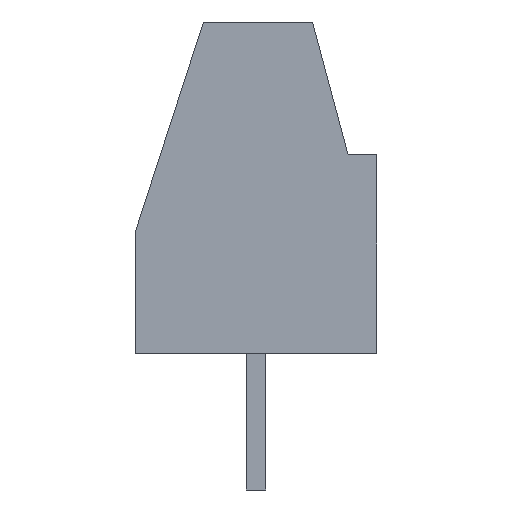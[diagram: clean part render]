
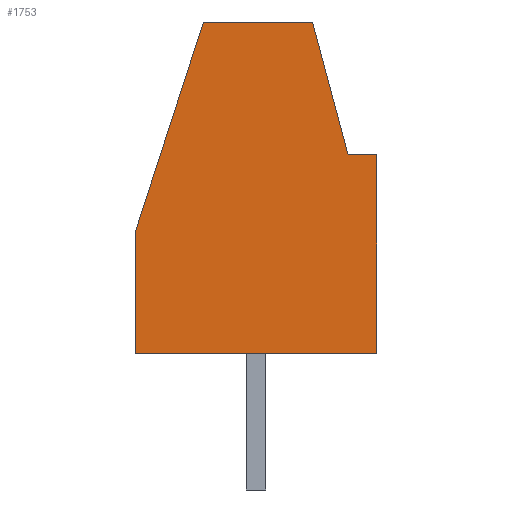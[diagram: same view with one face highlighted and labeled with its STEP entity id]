
A CAD part, left-side view. The second image highlights one B-rep face of the part: STEP entity #1753.
In plain terms, the highlighted planar face has unit normal (-1, 0, 0).
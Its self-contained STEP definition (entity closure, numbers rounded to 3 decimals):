
#22 = VERTEX_POINT('',#23);
#23 = CARTESIAN_POINT('',(-1.5,-3.1,0.));
#32 = PLANE('',#33);
#33 = AXIS2_PLACEMENT_3D('',#34,#35,#36);
#34 = CARTESIAN_POINT('',(-1.5,-3.1,0.));
#35 = DIRECTION('',(0.,0.,1.));
#36 = DIRECTION('',(0.,1.,0.));
#44 = PLANE('',#45);
#45 = AXIS2_PLACEMENT_3D('',#46,#47,#48);
#46 = CARTESIAN_POINT('',(-1.5,-3.1,8.5));
#47 = DIRECTION('',(0.,1.,0.));
#48 = DIRECTION('',(0.,0.,-1.));
#85 = VERTEX_POINT('',#86);
#86 = CARTESIAN_POINT('',(-1.5,3.1,0.));
#100 = PLANE('',#101);
#101 = AXIS2_PLACEMENT_3D('',#102,#103,#104);
#102 = CARTESIAN_POINT('',(-1.5,3.1,0.));
#103 = DIRECTION('',(0.,-1.,0.));
#104 = DIRECTION('',(0.,0.,1.));
#112 = EDGE_CURVE('',#22,#85,#113,.T.);
#113 = SURFACE_CURVE('',#114,(#118,#125),.PCURVE_S1.);
#114 = LINE('',#115,#116);
#115 = CARTESIAN_POINT('',(-1.5,-3.1,0.));
#116 = VECTOR('',#117,1.);
#117 = DIRECTION('',(0.,1.,0.));
#118 = PCURVE('',#32,#119);
#119 = DEFINITIONAL_REPRESENTATION('',(#120),#124);
#120 = LINE('',#121,#122);
#121 = CARTESIAN_POINT('',(0.,0.));
#122 = VECTOR('',#123,1.);
#123 = DIRECTION('',(1.,0.));
#124 = ( GEOMETRIC_REPRESENTATION_CONTEXT(2)
PARAMETRIC_REPRESENTATION_CONTEXT() REPRESENTATION_CONTEXT('2D SPACE',''
) );
#125 = PCURVE('',#126,#131);
#126 = PLANE('',#127);
#127 = AXIS2_PLACEMENT_3D('',#128,#129,#130);
#128 = CARTESIAN_POINT('',(-1.5,0.,4.25));
#129 = DIRECTION('',(1.,0.,0.));
#130 = DIRECTION('',(0.,0.,1.));
#131 = DEFINITIONAL_REPRESENTATION('',(#132),#136);
#132 = LINE('',#133,#134);
#133 = CARTESIAN_POINT('',(-4.25,3.1));
#134 = VECTOR('',#135,1.);
#135 = DIRECTION('',(0.,-1.));
#136 = ( GEOMETRIC_REPRESENTATION_CONTEXT(2)
PARAMETRIC_REPRESENTATION_CONTEXT() REPRESENTATION_CONTEXT('2D SPACE',''
) );
#883 = EDGE_CURVE('',#884,#22,#886,.T.);
#884 = VERTEX_POINT('',#885);
#885 = CARTESIAN_POINT('',(-1.5,-3.1,5.1));
#886 = SURFACE_CURVE('',#887,(#891,#898),.PCURVE_S1.);
#887 = LINE('',#888,#889);
#888 = CARTESIAN_POINT('',(-1.5,-3.1,8.5));
#889 = VECTOR('',#890,1.);
#890 = DIRECTION('',(0.,0.,-1.));
#891 = PCURVE('',#44,#892);
#892 = DEFINITIONAL_REPRESENTATION('',(#893),#897);
#893 = LINE('',#894,#895);
#894 = CARTESIAN_POINT('',(0.,0.));
#895 = VECTOR('',#896,1.);
#896 = DIRECTION('',(1.,0.));
#897 = ( GEOMETRIC_REPRESENTATION_CONTEXT(2)
PARAMETRIC_REPRESENTATION_CONTEXT() REPRESENTATION_CONTEXT('2D SPACE',''
) );
#898 = PCURVE('',#126,#899);
#899 = DEFINITIONAL_REPRESENTATION('',(#900),#904);
#900 = LINE('',#901,#902);
#901 = CARTESIAN_POINT('',(4.25,3.1));
#902 = VECTOR('',#903,1.);
#903 = DIRECTION('',(-1.,0.));
#904 = ( GEOMETRIC_REPRESENTATION_CONTEXT(2)
PARAMETRIC_REPRESENTATION_CONTEXT() REPRESENTATION_CONTEXT('2D SPACE',''
) );
#922 = PLANE('',#923);
#923 = AXIS2_PLACEMENT_3D('',#924,#925,#926);
#924 = CARTESIAN_POINT('',(-1.5,-2.36,5.1));
#925 = DIRECTION('',(0.,0.,-1.));
#926 = DIRECTION('',(0.,-1.,0.));
#1753 = ADVANCED_FACE('',(#1754),#126,.F.);
#1754 = FACE_BOUND('',#1755,.F.);
#1755 = EDGE_LOOP('',(#1756,#1779,#1780,#1781,#1804,#1832,#1860));
#1756 = ORIENTED_EDGE('',*,*,#1757,.T.);
#1757 = EDGE_CURVE('',#1758,#884,#1760,.T.);
#1758 = VERTEX_POINT('',#1759);
#1759 = CARTESIAN_POINT('',(-1.5,-2.36,5.1));
#1760 = SURFACE_CURVE('',#1761,(#1765,#1772),.PCURVE_S1.);
#1761 = LINE('',#1762,#1763);
#1762 = CARTESIAN_POINT('',(-1.5,-2.36,5.1));
#1763 = VECTOR('',#1764,1.);
#1764 = DIRECTION('',(0.,-1.,0.));
#1765 = PCURVE('',#126,#1766);
#1766 = DEFINITIONAL_REPRESENTATION('',(#1767),#1771);
#1767 = LINE('',#1768,#1769);
#1768 = CARTESIAN_POINT('',(0.85,2.36));
#1769 = VECTOR('',#1770,1.);
#1770 = DIRECTION('',(0.,1.));
#1771 = ( GEOMETRIC_REPRESENTATION_CONTEXT(2)
PARAMETRIC_REPRESENTATION_CONTEXT() REPRESENTATION_CONTEXT('2D SPACE',''
) );
#1772 = PCURVE('',#922,#1773);
#1773 = DEFINITIONAL_REPRESENTATION('',(#1774),#1778);
#1774 = LINE('',#1775,#1776);
#1775 = CARTESIAN_POINT('',(0.,-0.));
#1776 = VECTOR('',#1777,1.);
#1777 = DIRECTION('',(1.,0.));
#1778 = ( GEOMETRIC_REPRESENTATION_CONTEXT(2)
PARAMETRIC_REPRESENTATION_CONTEXT() REPRESENTATION_CONTEXT('2D SPACE',''
) );
#1779 = ORIENTED_EDGE('',*,*,#883,.T.);
#1780 = ORIENTED_EDGE('',*,*,#112,.T.);
#1781 = ORIENTED_EDGE('',*,*,#1782,.T.);
#1782 = EDGE_CURVE('',#85,#1783,#1785,.T.);
#1783 = VERTEX_POINT('',#1784);
#1784 = CARTESIAN_POINT('',(-1.5,3.1,3.114));
#1785 = SURFACE_CURVE('',#1786,(#1790,#1797),.PCURVE_S1.);
#1786 = LINE('',#1787,#1788);
#1787 = CARTESIAN_POINT('',(-1.5,3.1,0.));
#1788 = VECTOR('',#1789,1.);
#1789 = DIRECTION('',(0.,0.,1.));
#1790 = PCURVE('',#126,#1791);
#1791 = DEFINITIONAL_REPRESENTATION('',(#1792),#1796);
#1792 = LINE('',#1793,#1794);
#1793 = CARTESIAN_POINT('',(-4.25,-3.1));
#1794 = VECTOR('',#1795,1.);
#1795 = DIRECTION('',(1.,0.));
#1796 = ( GEOMETRIC_REPRESENTATION_CONTEXT(2)
PARAMETRIC_REPRESENTATION_CONTEXT() REPRESENTATION_CONTEXT('2D SPACE',''
) );
#1797 = PCURVE('',#100,#1798);
#1798 = DEFINITIONAL_REPRESENTATION('',(#1799),#1803);
#1799 = LINE('',#1800,#1801);
#1800 = CARTESIAN_POINT('',(0.,0.));
#1801 = VECTOR('',#1802,1.);
#1802 = DIRECTION('',(1.,0.));
#1803 = ( GEOMETRIC_REPRESENTATION_CONTEXT(2)
PARAMETRIC_REPRESENTATION_CONTEXT() REPRESENTATION_CONTEXT('2D SPACE',''
) );
#1804 = ORIENTED_EDGE('',*,*,#1805,.F.);
#1805 = EDGE_CURVE('',#1806,#1783,#1808,.T.);
#1806 = VERTEX_POINT('',#1807);
#1807 = CARTESIAN_POINT('',(-1.5,1.35,8.5));
#1808 = SURFACE_CURVE('',#1809,(#1813,#1820),.PCURVE_S1.);
#1809 = LINE('',#1810,#1811);
#1810 = CARTESIAN_POINT('',(-1.5,1.35,8.5));
#1811 = VECTOR('',#1812,1.);
#1812 = DIRECTION('',(0.,0.309,-0.951));
#1813 = PCURVE('',#126,#1814);
#1814 = DEFINITIONAL_REPRESENTATION('',(#1815),#1819);
#1815 = LINE('',#1816,#1817);
#1816 = CARTESIAN_POINT('',(4.25,-1.35));
#1817 = VECTOR('',#1818,1.);
#1818 = DIRECTION('',(-0.951,-0.309));
#1819 = ( GEOMETRIC_REPRESENTATION_CONTEXT(2)
PARAMETRIC_REPRESENTATION_CONTEXT() REPRESENTATION_CONTEXT('2D SPACE',''
) );
#1820 = PCURVE('',#1821,#1826);
#1821 = PLANE('',#1822);
#1822 = AXIS2_PLACEMENT_3D('',#1823,#1824,#1825);
#1823 = CARTESIAN_POINT('',(-1.5,1.35,8.5));
#1824 = DIRECTION('',(0.,0.951,0.309));
#1825 = DIRECTION('',(0.,0.309,-0.951));
#1826 = DEFINITIONAL_REPRESENTATION('',(#1827),#1831);
#1827 = LINE('',#1828,#1829);
#1828 = CARTESIAN_POINT('',(0.,0.));
#1829 = VECTOR('',#1830,1.);
#1830 = DIRECTION('',(1.,0.));
#1831 = ( GEOMETRIC_REPRESENTATION_CONTEXT(2)
PARAMETRIC_REPRESENTATION_CONTEXT() REPRESENTATION_CONTEXT('2D SPACE',''
) );
#1832 = ORIENTED_EDGE('',*,*,#1833,.T.);
#1833 = EDGE_CURVE('',#1806,#1834,#1836,.T.);
#1834 = VERTEX_POINT('',#1835);
#1835 = CARTESIAN_POINT('',(-1.5,-1.45,8.5));
#1836 = SURFACE_CURVE('',#1837,(#1841,#1848),.PCURVE_S1.);
#1837 = LINE('',#1838,#1839);
#1838 = CARTESIAN_POINT('',(-1.5,3.1,8.5));
#1839 = VECTOR('',#1840,1.);
#1840 = DIRECTION('',(0.,-1.,0.));
#1841 = PCURVE('',#126,#1842);
#1842 = DEFINITIONAL_REPRESENTATION('',(#1843),#1847);
#1843 = LINE('',#1844,#1845);
#1844 = CARTESIAN_POINT('',(4.25,-3.1));
#1845 = VECTOR('',#1846,1.);
#1846 = DIRECTION('',(0.,1.));
#1847 = ( GEOMETRIC_REPRESENTATION_CONTEXT(2)
PARAMETRIC_REPRESENTATION_CONTEXT() REPRESENTATION_CONTEXT('2D SPACE',''
) );
#1848 = PCURVE('',#1849,#1854);
#1849 = PLANE('',#1850);
#1850 = AXIS2_PLACEMENT_3D('',#1851,#1852,#1853);
#1851 = CARTESIAN_POINT('',(-1.5,3.1,8.5));
#1852 = DIRECTION('',(0.,0.,-1.));
#1853 = DIRECTION('',(0.,-1.,0.));
#1854 = DEFINITIONAL_REPRESENTATION('',(#1855),#1859);
#1855 = LINE('',#1856,#1857);
#1856 = CARTESIAN_POINT('',(0.,-0.));
#1857 = VECTOR('',#1858,1.);
#1858 = DIRECTION('',(1.,0.));
#1859 = ( GEOMETRIC_REPRESENTATION_CONTEXT(2)
PARAMETRIC_REPRESENTATION_CONTEXT() REPRESENTATION_CONTEXT('2D SPACE',''
) );
#1860 = ORIENTED_EDGE('',*,*,#1861,.T.);
#1861 = EDGE_CURVE('',#1834,#1758,#1862,.T.);
#1862 = SURFACE_CURVE('',#1863,(#1867,#1874),.PCURVE_S1.);
#1863 = LINE('',#1864,#1865);
#1864 = CARTESIAN_POINT('',(-1.5,-1.45,8.5));
#1865 = VECTOR('',#1866,1.);
#1866 = DIRECTION('',(0.,-0.259,-0.966));
#1867 = PCURVE('',#126,#1868);
#1868 = DEFINITIONAL_REPRESENTATION('',(#1869),#1873);
#1869 = LINE('',#1870,#1871);
#1870 = CARTESIAN_POINT('',(4.25,1.45));
#1871 = VECTOR('',#1872,1.);
#1872 = DIRECTION('',(-0.966,0.259));
#1873 = ( GEOMETRIC_REPRESENTATION_CONTEXT(2)
PARAMETRIC_REPRESENTATION_CONTEXT() REPRESENTATION_CONTEXT('2D SPACE',''
) );
#1874 = PCURVE('',#1875,#1880);
#1875 = PLANE('',#1876);
#1876 = AXIS2_PLACEMENT_3D('',#1877,#1878,#1879);
#1877 = CARTESIAN_POINT('',(-1.5,-1.45,8.5));
#1878 = DIRECTION('',(0.,0.966,-0.259));
#1879 = DIRECTION('',(0.,-0.259,-0.966));
#1880 = DEFINITIONAL_REPRESENTATION('',(#1881),#1885);
#1881 = LINE('',#1882,#1883);
#1882 = CARTESIAN_POINT('',(0.,0.));
#1883 = VECTOR('',#1884,1.);
#1884 = DIRECTION('',(1.,0.));
#1885 = ( GEOMETRIC_REPRESENTATION_CONTEXT(2)
PARAMETRIC_REPRESENTATION_CONTEXT() REPRESENTATION_CONTEXT('2D SPACE',''
) );
